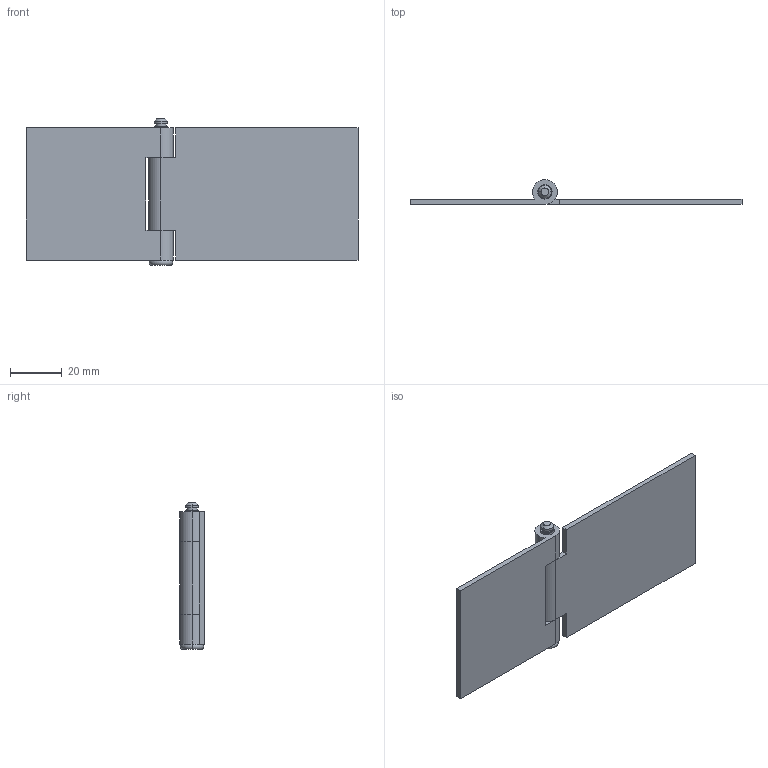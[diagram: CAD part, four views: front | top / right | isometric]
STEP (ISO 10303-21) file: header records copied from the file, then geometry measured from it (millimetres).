
FILE_DESCRIPTION (( 'STEP AP203' ), '1' );
FILE_NAME ('B-48-2.STEP', '2008-11-27T04:09:35', ( ' ' ), ( ' ' ), 'SwSTEP 2.0', 'SolidWorks 2007', '' );
FILE_SCHEMA (( 'CONFIG_CONTROL_DESIGN' ));
Length unit declared in the file: millimetre
Products named in the file (4): B-48-2; B-48-2僸儞僕A__棉太倌; B-48-2僸儞僕B__棉太倌; B-48-2僔儍僼僩__棉太倌
Assembly tree (3 placements, depth 2):
  B-48-2
    B-48-2僸儞僕B__棉太倌
    B-48-2僔儍僼僩__棉太倌
    B-48-2僸儞僕A__棉太倌
Bounding box: 128 x 9.5 x 56.5 mm (x, y, z)
Volume: 15771.1 mm3; surface area: 16555.7 mm2
Topology: 3 solids, 3 shells, 47 faces, 112 edges, 74 vertices
Faces by surface type: plane 22, cylinder 21, cone 2, torus 2
Entity records: 1806 total; most frequent: DIRECTION 268, CARTESIAN_POINT 239, ORIENTED_EDGE 224, EDGE_CURVE 112, AXIS2_PLACEMENT_3D 103, VERTEX_POINT 74, VECTOR 62, LINE 62
